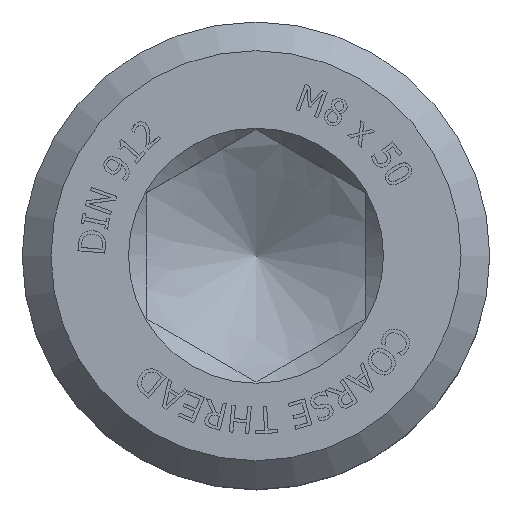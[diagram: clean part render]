
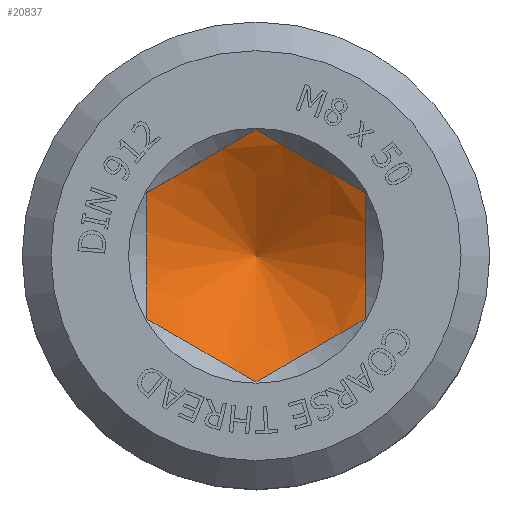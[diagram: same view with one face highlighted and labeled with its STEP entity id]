
A CAD part, top view. The second image highlights one B-rep face of the part: STEP entity #20837.
In plain terms, the highlighted conical face has half-angle 60 degrees and reference radius 2.6 mm.
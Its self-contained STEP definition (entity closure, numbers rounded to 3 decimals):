
#20485=CARTESIAN_POINT('',(0.,3.51,-4.0));
#20486=VERTEX_POINT('',#20485);
#20493=CARTESIAN_POINT('',(3.04,1.755,-4.0));
#20494=VERTEX_POINT('',#20493);
#20495=CARTESIAN_POINT('',(3.04,1.755,-4.0));
#20496=CARTESIAN_POINT('',(1.52,2.633,-4.507));
#20497=CARTESIAN_POINT('',(0.,3.51,-4.0));
#20505=(BOUNDED_CURVE()B_SPLINE_CURVE(2,(#20495,#20496,#20497),.UNSPECIFIED.,.F.,.U.)B_SPLINE_CURVE_WITH_KNOTS((3,3),(0.21,0.67),.UNSPECIFIED.)CURVE()GEOMETRIC_REPRESENTATION_ITEM()RATIONAL_B_SPLINE_CURVE((1.258,1.453,1.258))REPRESENTATION_ITEM(''));
#20506=EDGE_CURVE('',#20494,#20486,#20505,.T.);
#20523=CARTESIAN_POINT('',(-3.04,1.755,-4.0));
#20524=VERTEX_POINT('',#20523);
#20531=CARTESIAN_POINT('',(0.,3.51,-4.0));
#20532=CARTESIAN_POINT('',(-1.52,2.633,-4.507));
#20533=CARTESIAN_POINT('',(-3.04,1.755,-4.0));
#20541=(BOUNDED_CURVE()B_SPLINE_CURVE(2,(#20531,#20532,#20533),.UNSPECIFIED.,.F.,.U.)B_SPLINE_CURVE_WITH_KNOTS((3,3),(0.21,0.67),.UNSPECIFIED.)CURVE()GEOMETRIC_REPRESENTATION_ITEM()RATIONAL_B_SPLINE_CURVE((1.258,1.453,1.258))REPRESENTATION_ITEM(''));
#20542=EDGE_CURVE('',#20486,#20524,#20541,.T.);
#20554=CARTESIAN_POINT('',(-3.04,-1.755,-4.0));
#20555=VERTEX_POINT('',#20554);
#20562=CARTESIAN_POINT('',(-3.04,1.755,-4.0));
#20563=CARTESIAN_POINT('',(-3.04,0.,-4.507));
#20564=CARTESIAN_POINT('',(-3.04,-1.755,-4.0));
#20572=(BOUNDED_CURVE()B_SPLINE_CURVE(2,(#20562,#20563,#20564),.UNSPECIFIED.,.F.,.U.)B_SPLINE_CURVE_WITH_KNOTS((3,3),(0.21,0.67),.UNSPECIFIED.)CURVE()GEOMETRIC_REPRESENTATION_ITEM()RATIONAL_B_SPLINE_CURVE((1.258,1.453,1.258))REPRESENTATION_ITEM(''));
#20573=EDGE_CURVE('',#20524,#20555,#20572,.T.);
#20585=CARTESIAN_POINT('',(0.,-3.51,-4.0));
#20586=VERTEX_POINT('',#20585);
#20593=CARTESIAN_POINT('',(-3.04,-1.755,-4.0));
#20594=CARTESIAN_POINT('',(-1.52,-2.633,-4.507));
#20595=CARTESIAN_POINT('',(0.,-3.51,-4.0));
#20603=(BOUNDED_CURVE()B_SPLINE_CURVE(2,(#20593,#20594,#20595),.UNSPECIFIED.,.F.,.U.)B_SPLINE_CURVE_WITH_KNOTS((3,3),(0.21,0.67),.UNSPECIFIED.)CURVE()GEOMETRIC_REPRESENTATION_ITEM()RATIONAL_B_SPLINE_CURVE((1.258,1.453,1.258))REPRESENTATION_ITEM(''));
#20604=EDGE_CURVE('',#20555,#20586,#20603,.T.);
#20616=CARTESIAN_POINT('',(3.04,-1.755,-4.));
#20617=VERTEX_POINT('',#20616);
#20624=CARTESIAN_POINT('',(0.,-3.51,-4.0));
#20625=CARTESIAN_POINT('',(1.52,-2.633,-4.507));
#20626=CARTESIAN_POINT('',(3.04,-1.755,-4.));
#20634=(BOUNDED_CURVE()B_SPLINE_CURVE(2,(#20624,#20625,#20626),.UNSPECIFIED.,.F.,.U.)B_SPLINE_CURVE_WITH_KNOTS((3,3),(0.21,0.67),.UNSPECIFIED.)CURVE()GEOMETRIC_REPRESENTATION_ITEM()RATIONAL_B_SPLINE_CURVE((1.258,1.453,1.258))REPRESENTATION_ITEM(''));
#20635=EDGE_CURVE('',#20586,#20617,#20634,.T.);
#20648=CARTESIAN_POINT('',(3.04,-1.755,-4.));
#20649=CARTESIAN_POINT('',(3.04,0.,-4.507));
#20650=CARTESIAN_POINT('',(3.04,1.755,-4.0));
#20658=(BOUNDED_CURVE()B_SPLINE_CURVE(2,(#20648,#20649,#20650),.UNSPECIFIED.,.F.,.U.)B_SPLINE_CURVE_WITH_KNOTS((3,3),(0.21,0.67),.UNSPECIFIED.)CURVE()GEOMETRIC_REPRESENTATION_ITEM()RATIONAL_B_SPLINE_CURVE((1.258,1.453,1.258))REPRESENTATION_ITEM(''));
#20659=EDGE_CURVE('',#20617,#20494,#20658,.T.);
#20824=CARTESIAN_POINT('',(0.0,0.,-4.526));
#20825=DIRECTION('',(0.0,0.,1.0));
#20826=DIRECTION('',(0.0,1.0,0.0));
#20827=AXIS2_PLACEMENT_3D('',#20824,#20825,#20826);
#20828=CONICAL_SURFACE('',#20827,2.6,60.);
#20829=ORIENTED_EDGE('',*,*,#20573,.T.);
#20830=ORIENTED_EDGE('',*,*,#20604,.T.);
#20831=ORIENTED_EDGE('',*,*,#20635,.T.);
#20832=ORIENTED_EDGE('',*,*,#20659,.T.);
#20833=ORIENTED_EDGE('',*,*,#20506,.T.);
#20834=ORIENTED_EDGE('',*,*,#20542,.T.);
#20835=EDGE_LOOP('',(#20829,#20830,#20831,#20832,#20833,#20834));
#20836=FACE_OUTER_BOUND('',#20835,.T.);
#20837=ADVANCED_FACE('',(#20836),#20828,.F.);
